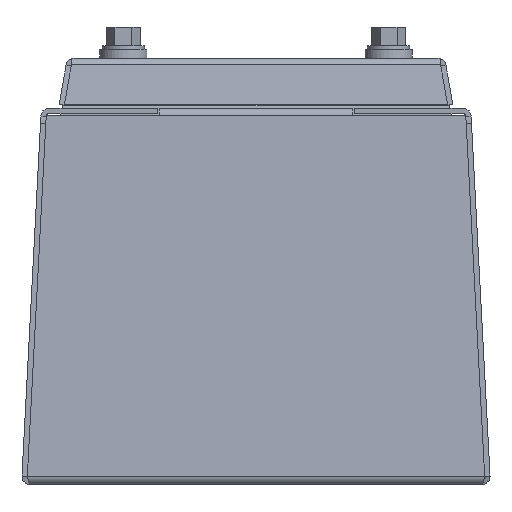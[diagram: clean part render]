
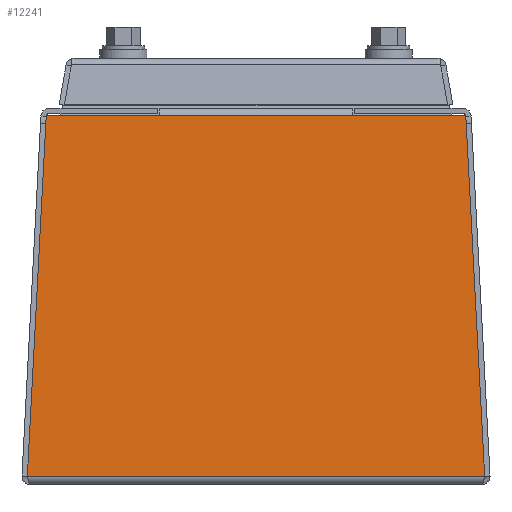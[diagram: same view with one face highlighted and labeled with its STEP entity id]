
A CAD part, left-side view. The second image highlights one B-rep face of the part: STEP entity #12241.
In plain terms, the highlighted planar face has unit normal (-0.999, 0, 0.052).
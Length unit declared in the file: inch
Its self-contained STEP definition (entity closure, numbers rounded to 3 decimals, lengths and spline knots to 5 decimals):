
#439 = ORIENTED_EDGE ( 'NONE', *, *, #9737, .T. ) ;
#452 = LINE ( 'NONE', #19344, #18583 ) ;
#672 = EDGE_CURVE ( 'NONE', #9980, #15784, #5763, .T. ) ;
#980 = VERTEX_POINT ( 'NONE', #9351 ) ;
#1243 = VECTOR ( 'NONE', #17639, 39.37008 ) ;
#2062 = AXIS2_PLACEMENT_3D ( 'NONE', #7607, #20982, #14133 ) ;
#3952 = CARTESIAN_POINT ( 'NONE',  ( -3.77021, -16.85702, 3.9185 ) ) ;
#4437 = EDGE_CURVE ( 'NONE', #9392, #9980, #11610, .T. ) ;
#4576 = VECTOR ( 'NONE', #5505, 39.37008 ) ;
#4796 = DIRECTION ( 'NONE',  ( -0.052, 0.052, -0.997 ) ) ;
#5043 = CARTESIAN_POINT ( 'NONE',  ( -3.97082, -2.43079, 0.0905 ) ) ;
#5121 = CARTESIAN_POINT ( 'NONE',  ( -3.77021, 2.23017, 3.9185 ) ) ;
#5307 = EDGE_CURVE ( 'NONE', #16804, #6175, #5674, .T. ) ;
#5505 = DIRECTION ( 'NONE',  ( 0., 1., 0. ) ) ;
#5674 = LINE ( 'NONE', #10076, #9040 ) ;
#5763 = LINE ( 'NONE', #3952, #1243 ) ;
#6029 = CARTESIAN_POINT ( 'NONE',  ( -3.77021, 1.02773, 3.9185 ) ) ;
#6175 = VERTEX_POINT ( 'NONE', #17244 ) ;
#6181 = ORIENTED_EDGE ( 'NONE', *, *, #5307, .F. ) ;
#6653 = LINE ( 'NONE', #13528, #4576 ) ;
#7607 = CARTESIAN_POINT ( 'NONE',  ( -3.97242, -16.85702, 0.05998 ) ) ;
#8945 = DIRECTION ( 'NONE',  ( 0.052, 0.052, 0.997 ) ) ;
#9002 = VECTOR ( 'NONE', #22104, 39.37008 ) ;
#9040 = VECTOR ( 'NONE', #9161, 39.37008 ) ;
#9161 = DIRECTION ( 'NONE',  ( 0., 1., 0. ) ) ;
#9351 = CARTESIAN_POINT ( 'NONE',  ( -3.77021, -2.23017, 3.9185 ) ) ;
#9392 = VERTEX_POINT ( 'NONE', #14367 ) ;
#9737 = EDGE_CURVE ( 'NONE', #15784, #6175, #9976, .T. ) ;
#9976 = LINE ( 'NONE', #5121, #11324 ) ;
#9980 = VERTEX_POINT ( 'NONE', #6029 ) ;
#10076 = CARTESIAN_POINT ( 'NONE',  ( -3.97082, -2.40194, 0.0905 ) ) ;
#10744 = PLANE ( 'NONE',  #2062 ) ;
#11324 = VECTOR ( 'NONE', #4796, 39.37008 ) ;
#11610 = LINE ( 'NONE', #18568, #9002 ) ;
#12241 = ADVANCED_FACE ( 'NONE', ( #12320 ), #10744, .T. ) ;
#12320 = FACE_OUTER_BOUND ( 'NONE', #20058, .T. ) ;
#12663 = EDGE_CURVE ( 'NONE', #980, #9392, #6653, .T. ) ;
#13528 = CARTESIAN_POINT ( 'NONE',  ( -3.77021, -16.85702, 3.9185 ) ) ;
#14133 = DIRECTION ( 'NONE',  ( 0.052, 0., 0.999 ) ) ;
#14367 = CARTESIAN_POINT ( 'NONE',  ( -3.77021, -1.02773, 3.9185 ) ) ;
#15611 = EDGE_CURVE ( 'NONE', #16804, #980, #452, .T. ) ;
#15784 = VERTEX_POINT ( 'NONE', #15916 ) ;
#15916 = CARTESIAN_POINT ( 'NONE',  ( -3.77021, 2.23017, 3.9185 ) ) ;
#16012 = ORIENTED_EDGE ( 'NONE', *, *, #12663, .T. ) ;
#16454 = ORIENTED_EDGE ( 'NONE', *, *, #15611, .T. ) ;
#16804 = VERTEX_POINT ( 'NONE', #5043 ) ;
#17244 = CARTESIAN_POINT ( 'NONE',  ( -3.97082, 2.43079, 0.0905 ) ) ;
#17639 = DIRECTION ( 'NONE',  ( 0., 1., 0. ) ) ;
#18568 = CARTESIAN_POINT ( 'NONE',  ( -3.77021, -16.85702, 3.9185 ) ) ;
#18583 = VECTOR ( 'NONE', #8945, 39.37008 ) ;
#19344 = CARTESIAN_POINT ( 'NONE',  ( -3.97082, -2.43079, 0.0905 ) ) ;
#20058 = EDGE_LOOP ( 'NONE', ( #16012, #21827, #21697, #439, #6181, #16454 ) ) ;
#20982 = DIRECTION ( 'NONE',  ( -0.999, 0., 0.052 ) ) ;
#21697 = ORIENTED_EDGE ( 'NONE', *, *, #672, .T. ) ;
#21827 = ORIENTED_EDGE ( 'NONE', *, *, #4437, .T. ) ;
#22104 = DIRECTION ( 'NONE',  ( 0., 1., 0. ) ) ;
